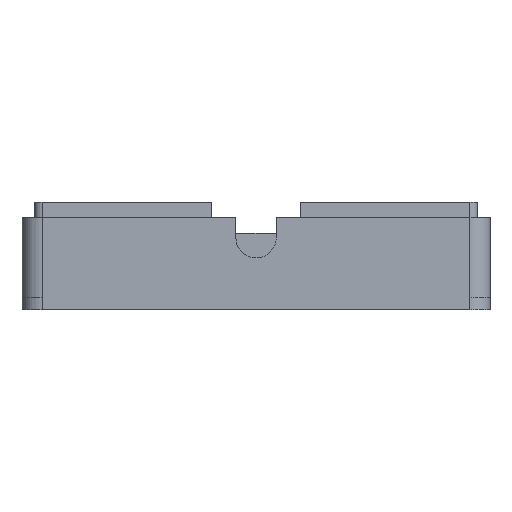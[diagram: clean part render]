
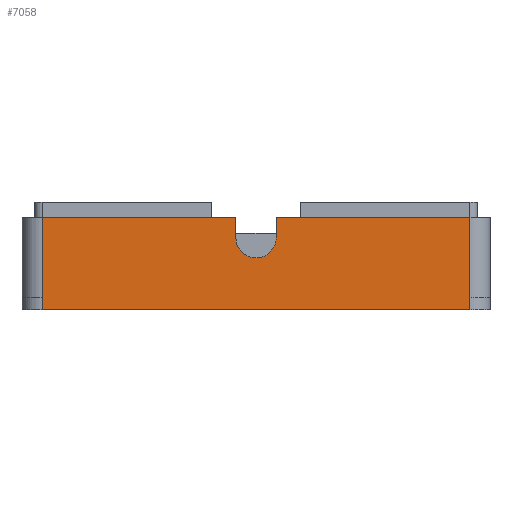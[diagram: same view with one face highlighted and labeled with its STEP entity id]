
A CAD part, left-side view. The second image highlights one B-rep face of the part: STEP entity #7058.
In plain terms, the highlighted free-form (B-spline) face has degree [1, 1] with [2, 2] control points.
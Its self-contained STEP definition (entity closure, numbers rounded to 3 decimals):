
#1266 = CARTESIAN_POINT ('', (-46.5, -78.544, 4.513));
#1267 = VERTEX_POINT ('', #1266);
#1274 = CARTESIAN_POINT ('', (-46.5, -78.544, 3.313));
#1275 = VERTEX_POINT ('', #1274);
#1276 = CARTESIAN_POINT ('', (-46.5, -78.544, 4.513));
#1277 = CARTESIAN_POINT ('', (-46.5, -78.544, 3.313));
#1278 = B_SPLINE_CURVE_WITH_KNOTS ('', 1, (#1276, #1277), .UNSPECIFIED., .F., .U., (2, 2), (0., 1.), .UNSPECIFIED.);
#1279 = EDGE_CURVE ('', #1267, #1275, #1278, .T.);
#1304 = CARTESIAN_POINT ('', (-46.5, -35.944, 4.513));
#1305 = VERTEX_POINT ('', #1304);
#1321 = CARTESIAN_POINT ('', (-46.5, -35.944, 3.313));
#1322 = VERTEX_POINT ('', #1321);
#1329 = CARTESIAN_POINT ('', (-46.5, -35.944, 4.513));
#1330 = CARTESIAN_POINT ('', (-46.5, -35.944, 3.313));
#1331 = B_SPLINE_CURVE_WITH_KNOTS ('', 1, (#1329, #1330), .UNSPECIFIED., .F., .U., (2, 2), (0., 1.), .UNSPECIFIED.);
#1332 = EDGE_CURVE ('', #1305, #1322, #1331, .T.);
#1356 = CARTESIAN_POINT ('', (-46.5, -78.544, 3.313));
#1357 = CARTESIAN_POINT ('', (-46.5, -35.944, 3.313));
#1358 = B_SPLINE_CURVE_WITH_KNOTS ('', 1, (#1356, #1357), .UNSPECIFIED., .F., .U., (2, 2), (91., 133.6), .UNSPECIFIED.);
#1359 = EDGE_CURVE ('', #1275, #1322, #1358, .T.);
#6951 = CARTESIAN_POINT ('', (-46.5, -78.544, 12.513));
#6952 = VERTEX_POINT ('', #6951);
#6959 = CARTESIAN_POINT ('', (-46.5, -78.544, 12.513));
#6960 = CARTESIAN_POINT ('', (-46.5, -78.544, 4.513));
#6961 = B_SPLINE_CURVE_WITH_KNOTS ('', 1, (#6959, #6960), .UNSPECIFIED., .F., .U., (2, 2), (0., 1.), .UNSPECIFIED.);
#6962 = EDGE_CURVE ('', #6952, #1267, #6961, .T.);
#6976 = CARTESIAN_POINT ('', (-46.5, -55.244, 12.503));
#6977 = VERTEX_POINT ('', #6976);
#6978 = CARTESIAN_POINT ('', (-46.5, -55.244, 10.503));
#6979 = VERTEX_POINT ('', #6978);
#6980 = CARTESIAN_POINT ('', (-46.5, -55.244, 12.503));
#6981 = CARTESIAN_POINT ('', (-46.5, -55.244, 10.503));
#6982 = B_SPLINE_CURVE_WITH_KNOTS ('', 1, (#6980, #6981), .UNSPECIFIED., .F., .U., (2, 2), (0.309, 1.), .UNSPECIFIED.);
#6983 = EDGE_CURVE ('', #6977, #6979, #6982, .T.);
#6984 = ORIENTED_EDGE ('', *, *, #6983, .F.);
#6985 = CARTESIAN_POINT ('', (-46.5, -52.794, 12.503));
#6986 = VERTEX_POINT ('', #6985);
#6987 = CARTESIAN_POINT ('', (-46.5, -52.794, 12.503));
#6988 = CARTESIAN_POINT ('', (-46.5, -55.244, 12.503));
#6989 = B_SPLINE_CURVE_WITH_KNOTS ('', 1, (#6987, #6988), .UNSPECIFIED., .F., .U., (2, 2), (0., 0.275), .UNSPECIFIED.);
#6990 = EDGE_CURVE ('', #6986, #6977, #6989, .T.);
#6991 = ORIENTED_EDGE ('', *, *, #6990, .F.);
#6992 = CARTESIAN_POINT ('', (-46.5, -52.794, 12.513));
#6993 = VERTEX_POINT ('', #6992);
#6994 = CARTESIAN_POINT ('', (-46.5, -52.794, 12.513));
#6995 = CARTESIAN_POINT ('', (-46.5, -52.794, 12.503));
#6996 = B_SPLINE_CURVE_WITH_KNOTS ('', 1, (#6994, #6995), .UNSPECIFIED., .F., .U., (2, 2), (0.994, 1.), .UNSPECIFIED.);
#6997 = EDGE_CURVE ('', #6993, #6986, #6996, .T.);
#6998 = ORIENTED_EDGE ('', *, *, #6997, .F.);
#6999 = CARTESIAN_POINT ('', (-46.5, -35.944, 12.513));
#7000 = VERTEX_POINT ('', #6999);
#7001 = CARTESIAN_POINT ('', (-46.5, -52.794, 12.513));
#7002 = CARTESIAN_POINT ('', (-46.5, -35.944, 12.513));
#7003 = B_SPLINE_CURVE_WITH_KNOTS ('', 1, (#7001, #7002), .UNSPECIFIED., .F., .U., (2, 2), (116.75, 133.6), .UNSPECIFIED.);
#7004 = EDGE_CURVE ('', #6993, #7000, #7003, .T.);
#7005 = ORIENTED_EDGE ('', *, *, #7004, .T.);
#7006 = CARTESIAN_POINT ('', (-46.5, -35.944, 12.513));
#7007 = CARTESIAN_POINT ('', (-46.5, -35.944, 4.513));
#7008 = B_SPLINE_CURVE_WITH_KNOTS ('', 1, (#7006, #7007), .UNSPECIFIED., .F., .U., (2, 2), (0., 1.), .UNSPECIFIED.);
#7009 = EDGE_CURVE ('', #7000, #1305, #7008, .T.);
#7010 = ORIENTED_EDGE ('', *, *, #7009, .T.);
#7011 = ORIENTED_EDGE ('', *, *, #1332, .T.);
#7012 = ORIENTED_EDGE ('', *, *, #1359, .F.);
#7013 = ORIENTED_EDGE ('', *, *, #1279, .F.);
#7014 = ORIENTED_EDGE ('', *, *, #6962, .F.);
#7015 = CARTESIAN_POINT ('', (-46.5, -61.694, 12.513));
#7016 = VERTEX_POINT ('', #7015);
#7017 = CARTESIAN_POINT ('', (-46.5, -78.544, 12.513));
#7018 = CARTESIAN_POINT ('', (-46.5, -61.694, 12.513));
#7019 = B_SPLINE_CURVE_WITH_KNOTS ('', 1, (#7017, #7018), .UNSPECIFIED., .F., .U., (2, 2), (91., 107.85), .UNSPECIFIED.);
#7020 = EDGE_CURVE ('', #6952, #7016, #7019, .T.);
#7021 = ORIENTED_EDGE ('', *, *, #7020, .T.);
#7022 = CARTESIAN_POINT ('', (-46.5, -61.694, 12.503));
#7023 = VERTEX_POINT ('', #7022);
#7024 = CARTESIAN_POINT ('', (-46.5, -61.694, 12.503));
#7025 = CARTESIAN_POINT ('', (-46.5, -61.694, 12.513));
#7026 = B_SPLINE_CURVE_WITH_KNOTS ('', 1, (#7024, #7025), .UNSPECIFIED., .F., .U., (2, 2), (0., 0.006), .UNSPECIFIED.);
#7027 = EDGE_CURVE ('', #7023, #7016, #7026, .T.);
#7028 = ORIENTED_EDGE ('', *, *, #7027, .F.);
#7029 = CARTESIAN_POINT ('', (-46.5, -59.244, 12.503));
#7030 = VERTEX_POINT ('', #7029);
#7031 = CARTESIAN_POINT ('', (-46.5, -59.244, 12.503));
#7032 = CARTESIAN_POINT ('', (-46.5, -61.694, 12.503));
#7033 = B_SPLINE_CURVE_WITH_KNOTS ('', 1, (#7031, #7032), .UNSPECIFIED., .F., .U., (2, 2), (0.725, 1.), .UNSPECIFIED.);
#7034 = EDGE_CURVE ('', #7030, #7023, #7033, .T.);
#7035 = ORIENTED_EDGE ('', *, *, #7034, .F.);
#7036 = CARTESIAN_POINT ('', (-46.5, -59.244, 10.503));
#7037 = VERTEX_POINT ('', #7036);
#7038 = CARTESIAN_POINT ('', (-46.5, -59.244, 10.503));
#7039 = CARTESIAN_POINT ('', (-46.5, -59.244, 12.503));
#7040 = B_SPLINE_CURVE_WITH_KNOTS ('', 1, (#7038, #7039), .UNSPECIFIED., .F., .U., (2, 2), (0., 0.691), .UNSPECIFIED.);
#7041 = EDGE_CURVE ('', #7037, #7030, #7040, .T.);
#7042 = ORIENTED_EDGE ('', *, *, #7041, .F.);
#7043 = CARTESIAN_POINT ('', (-46.5, -55.244, 10.503));
#7044 = CARTESIAN_POINT ('', (-46.5, -55.244, 8.503));
#7045 = CARTESIAN_POINT ('', (-46.5, -57.244, 8.503));
#7046 = CARTESIAN_POINT ('', (-46.5, -59.244, 8.503));
#7047 = CARTESIAN_POINT ('', (-46.5, -59.244, 10.503));
#7048 = (
   BOUNDED_CURVE ()
   B_SPLINE_CURVE (2, (#7043, #7044, #7045, #7046, #7047), .UNSPECIFIED., .F., .U.)
   B_SPLINE_CURVE_WITH_KNOTS ((3, 2, 3), (0.5, 0.75, 1.), .UNSPECIFIED.)
   CURVE ()
   GEOMETRIC_REPRESENTATION_ITEM ()
   RATIONAL_B_SPLINE_CURVE ((1., 0.707, 1., 0.707, 1.))
   REPRESENTATION_ITEM ('')
);
#7049 = EDGE_CURVE ('', #6979, #7037, #7048, .T.);
#7050 = ORIENTED_EDGE ('', *, *, #7049, .F.);
#7051 = EDGE_LOOP ('', (#6984, #6991, #6998, #7005, #7010, #7011, #7012, #7013, #7014, #7021, #7028, #7035, #7042, #7050));
#7052 = FACE_OUTER_BOUND ('', #7051, .T.);
#7053 = CARTESIAN_POINT ('', (-46.5, -78.544, 12.513));
#7054 = CARTESIAN_POINT ('', (-46.5, -78.544, 3.313));
#7055 = CARTESIAN_POINT ('', (-46.5, -35.944, 12.513));
#7056 = CARTESIAN_POINT ('', (-46.5, -35.944, 3.313));
#7057 = B_SPLINE_SURFACE_WITH_KNOTS ('', 1, 1, ((#7053, #7054), (#7055, #7056)), .UNSPECIFIED., .F., .F., .U., (2, 2), (2, 2), (91., 133.6), (0., 1.15), .UNSPECIFIED.);
#7058 = ADVANCED_FACE ('', (#7052), #7057, .T.);
